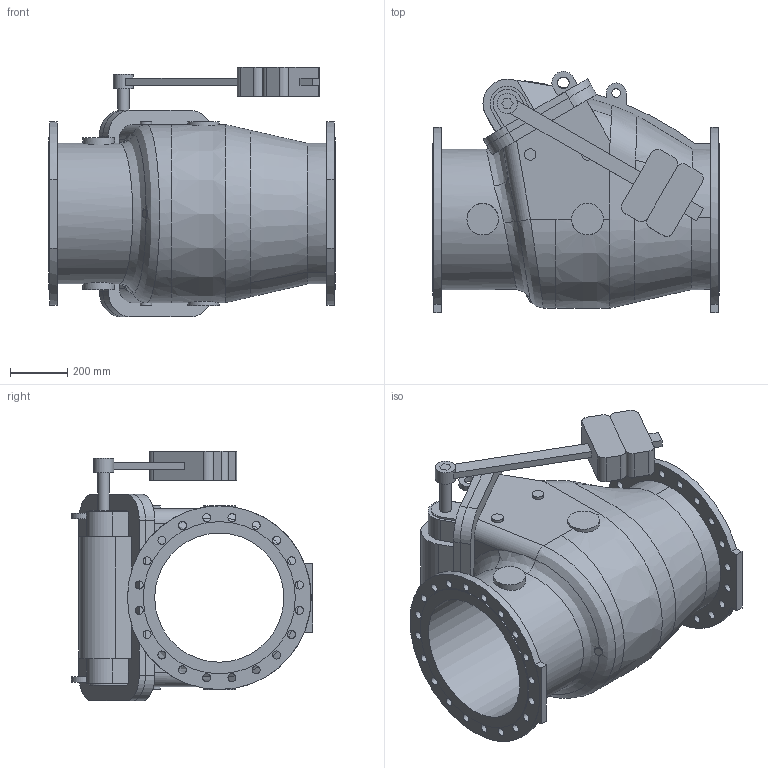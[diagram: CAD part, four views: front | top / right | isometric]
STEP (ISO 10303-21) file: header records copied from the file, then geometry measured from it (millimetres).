
FILE_DESCRIPTION (( 'STEP AP203' ), '1' );
FILE_NAME ('O_41_36_DN450_X0XXX_AA0.step', '2018-04-13T05:36:15', ( 'Windows User' ), ( 'AVK' ), 'SwSTEP 2.0', 'SolidWorks 2012', '' );
FILE_SCHEMA (( 'CONFIG_CONTROL_DESIGN' ));
Length unit declared in the file: millimetre
Products named in the file (1): O_41_36_DN450_X0XXX_AA0
Bounding box: 1000 x 840.13 x 871 mm (x, y, z)
Volume: 163646941.2 mm3; surface area: 4961760.7 mm2
Topology: 1 solids, 1 shells, 255 faces, 715 edges, 485 vertices
Faces by surface type: plane 136, cylinder 98, bspline 17, torus 4
Full cylindrical faces by diameter (mm): 28 x40, 30 x2, 40 x7, 70 x1, 110 x4, 450 x1, 490 x1, 530 x2, 640 x2
Entity records: 21107 total; most frequent: CARTESIAN_POINT 14826, ORIENTED_EDGE 1212, DIRECTION 1211, EDGE_CURVE 606, AXIS2_PLACEMENT_3D 437, VERTEX_POINT 437, EDGE_LOOP 427, LINE 337
